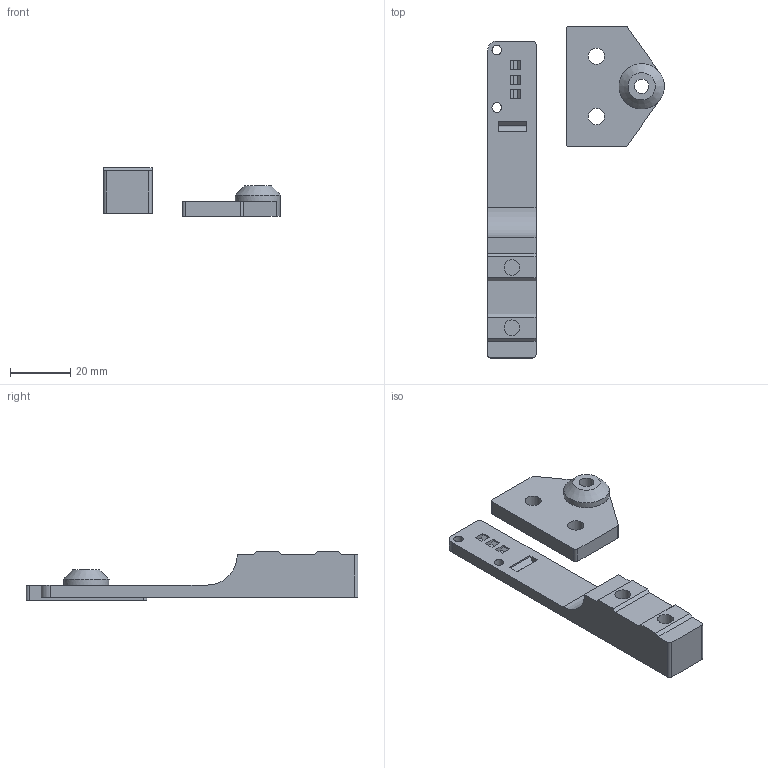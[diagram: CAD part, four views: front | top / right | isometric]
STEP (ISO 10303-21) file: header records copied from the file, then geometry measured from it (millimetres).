
FILE_DESCRIPTION(/* description */ (''),/* implementation_level */ '2;1');
FILE_NAME(/* name */ 'C-Bot EndStop Z V2.stp',/* time_stamp */ '2015-10-18T17:59:59+01:00',/* author */ (''),/* organization */ (''),/* preprocessor_version */ 'ST-DEVELOPER v15.2',/* originating_system */ 'Autodesk Translator Framework v2.0.0.5431',/* authorisation */ '');
FILE_SCHEMA (('AUTOMOTIVE_DESIGN { 1 0 10303 214 3 1 1 }'));
Length unit declared in the file: centimetre
Products named in the file (1): C-Bot EndStop Z V2
Bounding box: 58.5 x 110 x 16 mm (x, y, z)
Volume: 17761.9 mm3; surface area: 9423.5 mm2
Topology: 2 solids, 2 shells, 75 faces, 188 edges, 125 vertices
Faces by surface type: plane 55, cylinder 19, cone 1
Full cylindrical faces by diameter (mm): 3.199 x1, 3.2 x1, 4.8 x1, 5.2 x2, 5.4 x2, 9 x2, 15 x1
Entity records: 2199 total; most frequent: CARTESIAN_POINT 376, DIRECTION 368, ORIENTED_EDGE 352, EDGE_CURVE 176, LINE 136, VECTOR 136, VERTEX_POINT 124, AXIS2_PLACEMENT_3D 116
